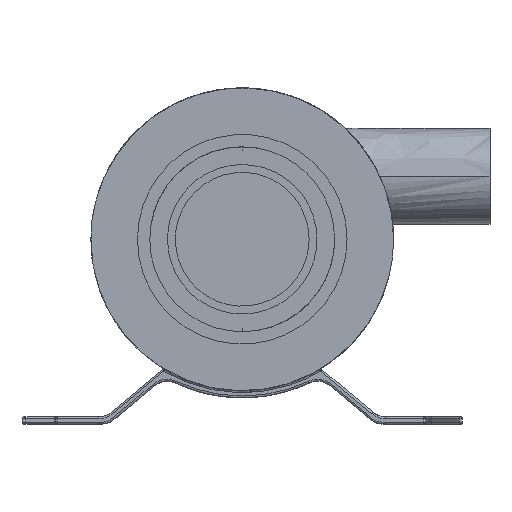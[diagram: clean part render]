
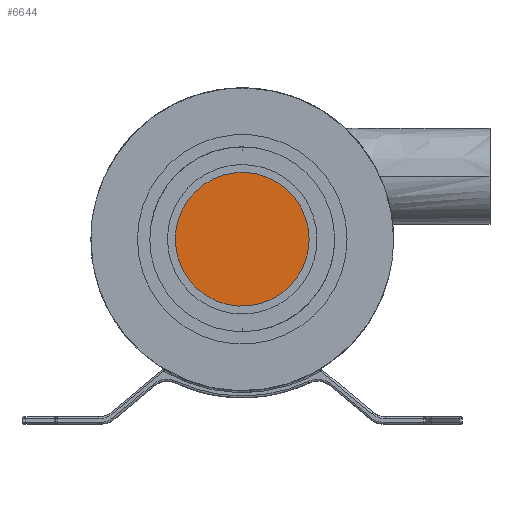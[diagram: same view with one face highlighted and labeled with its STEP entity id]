
A CAD part, left-side view. The second image highlights one B-rep face of the part: STEP entity #6644.
In plain terms, the highlighted free-form (B-spline) face has degree [1, 1] with [2, 2] control points.
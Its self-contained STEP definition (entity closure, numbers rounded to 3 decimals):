
#6482=CARTESIAN_POINT('',(19.0,-17.0,0.));
#6483=VERTEX_POINT('',#6482);
#6492=CARTESIAN_POINT('',(19.0,17.0,0.));
#6493=VERTEX_POINT('',#6492);
#6501=CARTESIAN_POINT('',(19.0,-17.0,0.));
#6502=CARTESIAN_POINT('',(19.0,-17.0,1.113));
#6503=CARTESIAN_POINT('',(19.0,-16.89,2.225));
#6504=CARTESIAN_POINT('',(19.0,-16.673,3.317));
#6505=CARTESIAN_POINT('',(19.0,-16.456,4.408));
#6506=CARTESIAN_POINT('',(19.0,-16.132,5.478));
#6507=CARTESIAN_POINT('',(19.0,-15.706,6.506));
#6508=CARTESIAN_POINT('',(19.0,-15.28,7.534));
#6509=CARTESIAN_POINT('',(19.0,-14.753,8.52));
#6510=CARTESIAN_POINT('',(19.0,-14.135,9.445));
#6511=CARTESIAN_POINT('',(19.0,-13.517,10.37));
#6512=CARTESIAN_POINT('',(19.0,-12.808,11.234));
#6513=CARTESIAN_POINT('',(19.0,-12.021,12.021));
#6514=CARTESIAN_POINT('',(19.0,-11.234,12.808));
#6515=CARTESIAN_POINT('',(19.0,-10.37,13.517));
#6516=CARTESIAN_POINT('',(19.0,-9.445,14.135));
#6517=CARTESIAN_POINT('',(19.0,-8.52,14.753));
#6518=CARTESIAN_POINT('',(19.0,-7.534,15.28));
#6519=CARTESIAN_POINT('',(19.0,-6.506,15.706));
#6520=CARTESIAN_POINT('',(19.0,-5.478,16.132));
#6521=CARTESIAN_POINT('',(19.0,-4.408,16.456));
#6522=CARTESIAN_POINT('',(19.0,-3.317,16.673));
#6523=CARTESIAN_POINT('',(19.0,-2.225,16.89));
#6524=CARTESIAN_POINT('',(19.0,-1.113,17.));
#6525=CARTESIAN_POINT('',(19.0,0.,17.));
#6526=CARTESIAN_POINT('',(19.0,1.113,17.));
#6527=CARTESIAN_POINT('',(19.0,2.225,16.89));
#6528=CARTESIAN_POINT('',(19.0,3.317,16.673));
#6529=CARTESIAN_POINT('',(19.0,4.408,16.456));
#6530=CARTESIAN_POINT('',(19.0,5.478,16.132));
#6531=CARTESIAN_POINT('',(19.0,6.506,15.706));
#6532=CARTESIAN_POINT('',(19.0,7.534,15.28));
#6533=CARTESIAN_POINT('',(19.0,8.52,14.753));
#6534=CARTESIAN_POINT('',(19.0,9.445,14.135));
#6535=CARTESIAN_POINT('',(19.0,10.37,13.517));
#6536=CARTESIAN_POINT('',(19.0,11.234,12.808));
#6537=CARTESIAN_POINT('',(19.0,12.021,12.021));
#6538=CARTESIAN_POINT('',(19.0,12.808,11.234));
#6539=CARTESIAN_POINT('',(19.0,13.517,10.37));
#6540=CARTESIAN_POINT('',(19.0,14.135,9.445));
#6541=CARTESIAN_POINT('',(19.0,14.753,8.52));
#6542=CARTESIAN_POINT('',(19.0,15.28,7.534));
#6543=CARTESIAN_POINT('',(19.0,15.706,6.506));
#6544=CARTESIAN_POINT('',(19.0,16.132,5.478));
#6545=CARTESIAN_POINT('',(19.0,16.456,4.408));
#6546=CARTESIAN_POINT('',(19.0,16.673,3.317));
#6547=CARTESIAN_POINT('',(19.0,16.89,2.225));
#6548=CARTESIAN_POINT('',(19.0,17.0,1.113));
#6549=CARTESIAN_POINT('',(19.0,17.0,0.0));
#6550=B_SPLINE_CURVE_WITH_KNOTS('',3,(#6501,#6502,#6503,#6504,#6505,#6506,#6507,#6508,#6509,#6510,#6511,#6512,#6513,#6514,#6515,#6516,#6517,#6518,#6519,#6520,#6521,#6522,#6523,#6524,#6525,#6526,
#6527,#6528,#6529,#6530,#6531,#6532,#6533,#6534,#6535,#6536,#6537,#6538,#6539,#6540,#6541,#6542,#6543,#6544,#6545,#6546,#6547,#6548,#6549),.UNSPECIFIED.,.F.,.F.,(4,3,3,3,3,3,3,3,3,3,3,3,3,3,3,3,4),(0.0,0.003,0.007,0.01,0.013,0.017,0.02,0.023,0.027,0.03,0.033,0.037,0.04,0.043,0.047,0.05,0.053),.UNSPECIFIED.);
#6551=EDGE_CURVE('',#6483,#6493,#6550,.T.);
#6580=CARTESIAN_POINT('',(19.0,17.0,0.0));
#6581=CARTESIAN_POINT('',(19.0,17.0,-1.113));
#6582=CARTESIAN_POINT('',(19.0,16.89,-2.225));
#6583=CARTESIAN_POINT('',(19.0,16.673,-3.317));
#6584=CARTESIAN_POINT('',(19.0,16.456,-4.408));
#6585=CARTESIAN_POINT('',(19.0,16.132,-5.478));
#6586=CARTESIAN_POINT('',(19.0,15.706,-6.506));
#6587=CARTESIAN_POINT('',(19.0,15.28,-7.534));
#6588=CARTESIAN_POINT('',(19.0,14.753,-8.52));
#6589=CARTESIAN_POINT('',(19.0,14.135,-9.445));
#6590=CARTESIAN_POINT('',(19.0,13.517,-10.37));
#6591=CARTESIAN_POINT('',(19.0,12.808,-11.234));
#6592=CARTESIAN_POINT('',(19.0,12.021,-12.021));
#6593=CARTESIAN_POINT('',(19.0,11.234,-12.808));
#6594=CARTESIAN_POINT('',(19.0,10.37,-13.517));
#6595=CARTESIAN_POINT('',(19.0,9.445,-14.135));
#6596=CARTESIAN_POINT('',(19.0,8.52,-14.753));
#6597=CARTESIAN_POINT('',(19.0,7.534,-15.28));
#6598=CARTESIAN_POINT('',(19.0,6.506,-15.706));
#6599=CARTESIAN_POINT('',(19.0,5.478,-16.132));
#6600=CARTESIAN_POINT('',(19.0,4.408,-16.456));
#6601=CARTESIAN_POINT('',(19.0,3.317,-16.673));
#6602=CARTESIAN_POINT('',(19.0,2.225,-16.89));
#6603=CARTESIAN_POINT('',(19.0,1.113,-17.));
#6604=CARTESIAN_POINT('',(19.0,0.,-17.));
#6605=CARTESIAN_POINT('',(19.0,-1.113,-17.));
#6606=CARTESIAN_POINT('',(19.0,-2.225,-16.89));
#6607=CARTESIAN_POINT('',(19.0,-3.317,-16.673));
#6608=CARTESIAN_POINT('',(19.0,-4.408,-16.456));
#6609=CARTESIAN_POINT('',(19.0,-5.478,-16.132));
#6610=CARTESIAN_POINT('',(19.0,-6.506,-15.706));
#6611=CARTESIAN_POINT('',(19.0,-7.534,-15.28));
#6612=CARTESIAN_POINT('',(19.0,-8.52,-14.753));
#6613=CARTESIAN_POINT('',(19.0,-9.445,-14.135));
#6614=CARTESIAN_POINT('',(19.0,-10.37,-13.517));
#6615=CARTESIAN_POINT('',(19.0,-11.234,-12.808));
#6616=CARTESIAN_POINT('',(19.0,-12.021,-12.021));
#6617=CARTESIAN_POINT('',(19.0,-12.808,-11.234));
#6618=CARTESIAN_POINT('',(19.0,-13.517,-10.37));
#6619=CARTESIAN_POINT('',(19.0,-14.135,-9.445));
#6620=CARTESIAN_POINT('',(19.0,-14.753,-8.52));
#6621=CARTESIAN_POINT('',(19.0,-15.28,-7.534));
#6622=CARTESIAN_POINT('',(19.0,-15.706,-6.506));
#6623=CARTESIAN_POINT('',(19.0,-16.132,-5.478));
#6624=CARTESIAN_POINT('',(19.0,-16.456,-4.408));
#6625=CARTESIAN_POINT('',(19.0,-16.673,-3.317));
#6626=CARTESIAN_POINT('',(19.0,-16.89,-2.225));
#6627=CARTESIAN_POINT('',(19.0,-17.0,-1.113));
#6628=CARTESIAN_POINT('',(19.0,-17.0,0.));
#6629=B_SPLINE_CURVE_WITH_KNOTS('',3,(#6580,#6581,#6582,#6583,#6584,#6585,#6586,#6587,#6588,#6589,#6590,#6591,#6592,#6593,#6594,#6595,#6596,#6597,#6598,#6599,#6600,#6601,#6602,#6603,#6604,#6605,
#6606,#6607,#6608,#6609,#6610,#6611,#6612,#6613,#6614,#6615,#6616,#6617,#6618,#6619,#6620,#6621,#6622,#6623,#6624,#6625,#6626,#6627,#6628),.UNSPECIFIED.,.F.,.F.,(4,3,3,3,3,3,3,3,3,3,3,3,3,3,3,3,4),(0.053,0.057,0.06,0.063,0.067,0.07,0.073,0.077,0.08,0.083,0.087,0.09,0.093,0.097,0.1,0.103,0.107),.UNSPECIFIED.);
#6630=EDGE_CURVE('',#6493,#6483,#6629,.T.);
#6635=CARTESIAN_POINT('',(19.0,17.0,-19.554));
#6636=CARTESIAN_POINT('',(19.0,17.0,19.554));
#6637=CARTESIAN_POINT('',(19.0,-17.0,-19.554));
#6638=CARTESIAN_POINT('',(19.0,-17.0,19.554));
#6639=B_SPLINE_SURFACE_WITH_KNOTS('',1,1,((#6635,#6636),(#6637,#6638)),.UNSPECIFIED.,.F.,.F.,.U.,(2,2),(2,2),(-0.017,0.017),(-0.02,0.02),.UNSPECIFIED.);
#6640=ORIENTED_EDGE('',*,*,#6551,.T.);
#6641=ORIENTED_EDGE('',*,*,#6630,.T.);
#6642=EDGE_LOOP('',(#6640,#6641));
#6643=FACE_BOUND('',#6642,.T.);
#6644=ADVANCED_FACE('',(#6643),#6639,.T.);
